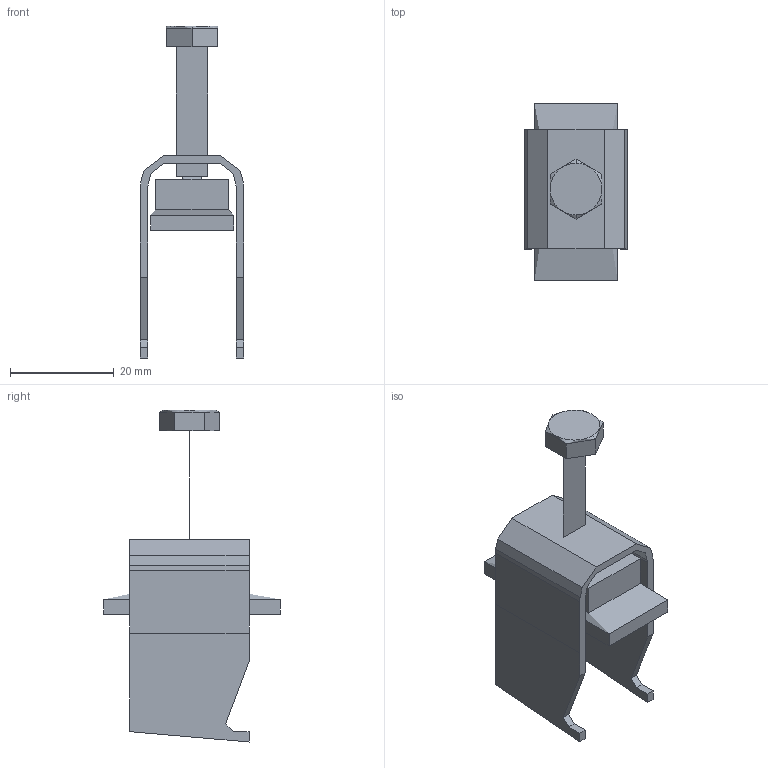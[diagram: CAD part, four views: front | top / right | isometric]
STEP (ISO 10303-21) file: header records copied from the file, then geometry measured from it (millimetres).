
FILE_DESCRIPTION(/* description */ (''),/* implementation_level */ '2;1');
FILE_NAME(/* name */ '1160168',/* time_stamp */ '2014-09-25T18:59:15+02:00',/* author */ (''),/* organization */ (''),/* preprocessor_version */ 'ST-DEVELOPER v15',/* originating_system */ '',/* authorisation */ '');
FILE_SCHEMA (('AUTOMOTIVE_DESIGN'));
Length unit declared in the file: millimetre
Products named in the file (2): Document; Block 03
Assembly tree (1 placements, depth 2):
  Document
    Block 03
Bounding box: 20 x 34 x 64 mm (x, y, z)
Volume: 6472.9 mm3; surface area: 7143.5 mm2
Topology: 3 solids, 3 shells, 65 faces, 167 edges, 110 vertices
Faces by surface type: plane 39, bspline 26
Entity records: 2332 total; most frequent: CARTESIAN_POINT 1247, ORIENTED_EDGE 332, EDGE_CURVE 166, VERTEX_POINT 110, B_SPLINE_CURVE_WITH_KNOTS 90, EDGE_LOOP 70, ADVANCED_FACE 65, FACE_OUTER_BOUND 65
